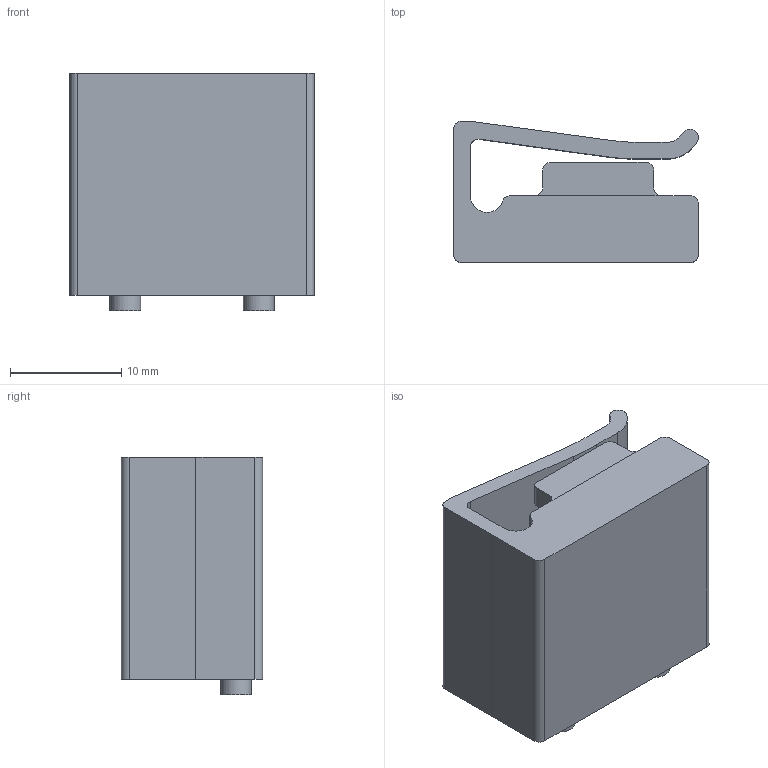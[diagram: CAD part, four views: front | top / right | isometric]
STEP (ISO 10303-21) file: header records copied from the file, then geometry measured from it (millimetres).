
FILE_DESCRIPTION(('FreeCAD Model'),'2;1');
FILE_NAME('Open CASCADE Shape Model','2024-03-01T12:03:35',('Author'),( ''),'Open CASCADE STEP processor 7.6','FreeCAD','Unknown');
FILE_SCHEMA(('AUTOMOTIVE_DESIGN { 1 0 10303 214 1 1 1 1 }'));
Length unit declared in the file: millimetre
Products named in the file (1): StopFillet
Bounding box: 22 x 12.7 x 21.4 mm (x, y, z)
Volume: 3465.3 mm3; surface area: 2648 mm2
Topology: 1 solids, 1 shells, 39 faces, 107 edges, 72 vertices
Faces by surface type: plane 20, cylinder 19
Full cylindrical faces by diameter (mm): 2.75 x2
Entity records: 1277 total; most frequent: DIRECTION 225, CARTESIAN_POINT 219, ORIENTED_EDGE 214, EDGE_CURVE 107, AXIS2_PLACEMENT_3D 78, VERTEX_POINT 72, LINE 69, VECTOR 69
